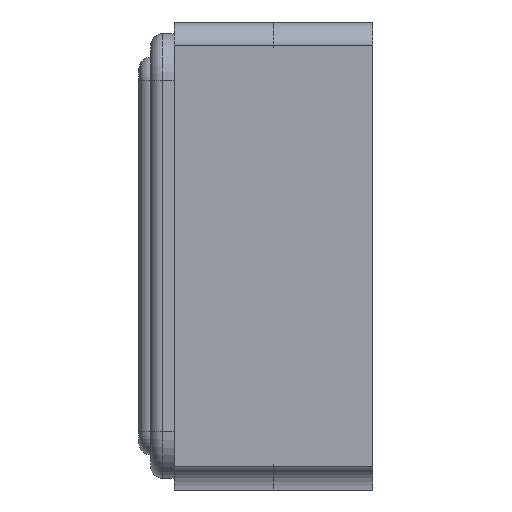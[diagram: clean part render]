
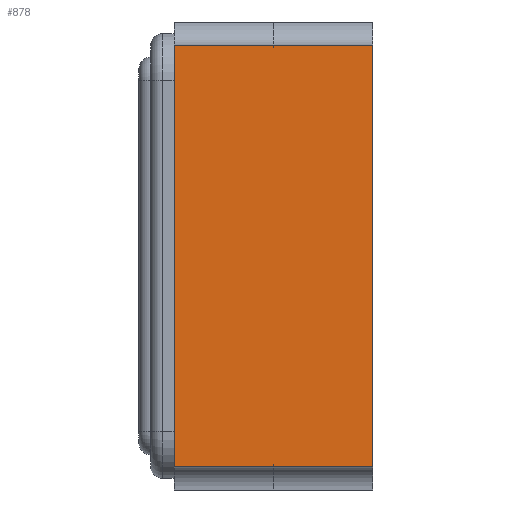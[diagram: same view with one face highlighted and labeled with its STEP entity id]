
A CAD part, left-side view. The second image highlights one B-rep face of the part: STEP entity #878.
In plain terms, the highlighted planar face has unit normal (-1, 0, 0).
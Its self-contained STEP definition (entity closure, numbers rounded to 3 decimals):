
#68 = CARTESIAN_POINT ( 'NONE',  ( -1.25, 0.85, 0.9 ) ) ;
#283 = DIRECTION ( 'NONE',  ( 0., -1., 0. ) ) ;
#340 = ORIENTED_EDGE ( 'NONE', *, *, #2072, .F. ) ;
#533 = VECTOR ( 'NONE', #4224, 1000. ) ;
#549 = VERTEX_POINT ( 'NONE', #1130 ) ;
#550 = VECTOR ( 'NONE', #1778, 1000. ) ;
#755 = ORIENTED_EDGE ( 'NONE', *, *, #2367, .T. ) ;
#871 = EDGE_LOOP ( 'NONE', ( #3012, #2007, #340, #755, #2079, #1597 ) ) ;
#878 = ADVANCED_FACE ( 'NONE', ( #2337 ), #3699, .T. ) ;
#1046 = DIRECTION ( 'NONE',  ( 0., 0., -1. ) ) ;
#1054 = VERTEX_POINT ( 'NONE', #2800 ) ;
#1096 = DIRECTION ( 'NONE',  ( 0., -1., 0. ) ) ;
#1112 = LINE ( 'NONE', #3132, #2090 ) ;
#1122 = EDGE_CURVE ( 'NONE', #549, #2416, #3515, .T. ) ;
#1127 = LINE ( 'NONE', #3838, #3391 ) ;
#1130 = CARTESIAN_POINT ( 'NONE',  ( -1.25, 0.85, -0.9 ) ) ;
#1221 = CARTESIAN_POINT ( 'NONE',  ( -1.25, 0.425, -0.9 ) ) ;
#1467 = VECTOR ( 'NONE', #283, 1000. ) ;
#1490 = CARTESIAN_POINT ( 'NONE',  ( -1.25, 0.85, -0.9 ) ) ;
#1522 = VERTEX_POINT ( 'NONE', #68 ) ;
#1597 = ORIENTED_EDGE ( 'NONE', *, *, #2425, .T. ) ;
#1628 = CARTESIAN_POINT ( 'NONE',  ( -1.25, 0.85, 0. ) ) ;
#1778 = DIRECTION ( 'NONE',  ( 0., 0., -1. ) ) ;
#1800 = CARTESIAN_POINT ( 'NONE',  ( -1.25, 0.425, -0.9 ) ) ;
#1983 = LINE ( 'NONE', #3336, #1467 ) ;
#2007 = ORIENTED_EDGE ( 'NONE', *, *, #3828, .F. ) ;
#2072 = EDGE_CURVE ( 'NONE', #1522, #1054, #1983, .T. ) ;
#2079 = ORIENTED_EDGE ( 'NONE', *, *, #1122, .T. ) ;
#2090 = VECTOR ( 'NONE', #1046, 1000. ) ;
#2337 = FACE_OUTER_BOUND ( 'NONE', #871, .T. ) ;
#2367 = EDGE_CURVE ( 'NONE', #1522, #549, #1112, .T. ) ;
#2416 = VERTEX_POINT ( 'NONE', #1221 ) ;
#2425 = EDGE_CURVE ( 'NONE', #2416, #3834, #2535, .T. ) ;
#2493 = DIRECTION ( 'NONE',  ( 0., -1., 0. ) ) ;
#2522 = CARTESIAN_POINT ( 'NONE',  ( -1.25, 0., -0.9 ) ) ;
#2535 = LINE ( 'NONE', #1800, #533 ) ;
#2756 = VERTEX_POINT ( 'NONE', #2885 ) ;
#2761 = LINE ( 'NONE', #3421, #550 ) ;
#2800 = CARTESIAN_POINT ( 'NONE',  ( -1.25, 0.425, 0.9 ) ) ;
#2885 = CARTESIAN_POINT ( 'NONE',  ( -1.25, 0., 0.9 ) ) ;
#3012 = ORIENTED_EDGE ( 'NONE', *, *, #4282, .F. ) ;
#3132 = CARTESIAN_POINT ( 'NONE',  ( -1.25, 0.85, 0. ) ) ;
#3336 = CARTESIAN_POINT ( 'NONE',  ( -1.25, 0.85, 0.9 ) ) ;
#3391 = VECTOR ( 'NONE', #1096, 1000. ) ;
#3421 = CARTESIAN_POINT ( 'NONE',  ( -1.25, 0., 0. ) ) ;
#3515 = LINE ( 'NONE', #1490, #4373 ) ;
#3634 = DIRECTION ( 'NONE',  ( -1., 0., 0. ) ) ;
#3699 = PLANE ( 'NONE',  #4388 ) ;
#3828 = EDGE_CURVE ( 'NONE', #1054, #2756, #1127, .T. ) ;
#3834 = VERTEX_POINT ( 'NONE', #2522 ) ;
#3838 = CARTESIAN_POINT ( 'NONE',  ( -1.25, 0.425, 0.9 ) ) ;
#3986 = DIRECTION ( 'NONE',  ( 0., 0., 1. ) ) ;
#4224 = DIRECTION ( 'NONE',  ( 0., -1., 0. ) ) ;
#4282 = EDGE_CURVE ( 'NONE', #2756, #3834, #2761, .T. ) ;
#4373 = VECTOR ( 'NONE', #2493, 1000. ) ;
#4388 = AXIS2_PLACEMENT_3D ( 'NONE', #1628, #3634, #3986 ) ;
